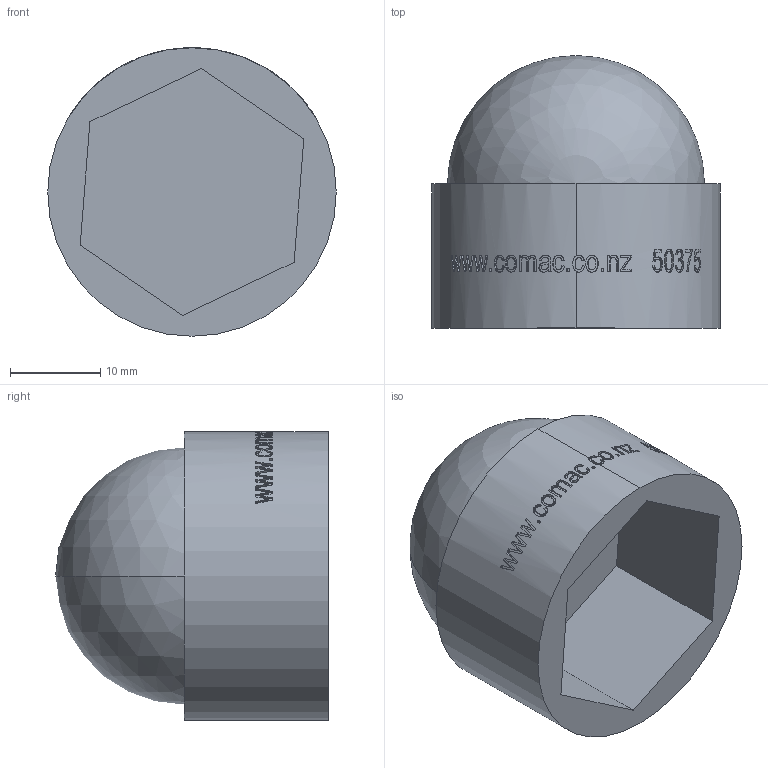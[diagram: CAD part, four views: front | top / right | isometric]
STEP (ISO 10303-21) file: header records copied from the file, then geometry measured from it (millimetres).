
FILE_DESCRIPTION (( 'STEP AP214' ), '1' );
FILE_NAME ('50375-Nut Cover Polyethylene Grey 23.8mm M16.STEP', '2018-12-20T00:23:57', ( '' ), ( '' ), 'SwSTEP 2.0', 'SolidWorks 2018', '' );
FILE_SCHEMA (( 'AUTOMOTIVE_DESIGN' ));
Length unit declared in the file: millimetre
Products named in the file (1): 50375-Nut Cover Polyethylene Grey 23.8mm M16
Bounding box: 32 x 30.25 x 32 mm (x, y, z)
Volume: 11565.1 mm3; surface area: 5136.5 mm2
Topology: 1 solids, 1 shells, 277 faces, 755 edges, 503 vertices
Faces by surface type: bspline 168, plane 80, cylinder 27, sphere 2
Entity records: 23949 total; most frequent: CARTESIAN_POINT 18400, ORIENTED_EDGE 1502, EDGE_CURVE 751, B_SPLINE_CURVE_WITH_KNOTS 538, DIRECTION 525, VERTEX_POINT 501, EDGE_LOOP 302, ADVANCED_FACE 277
